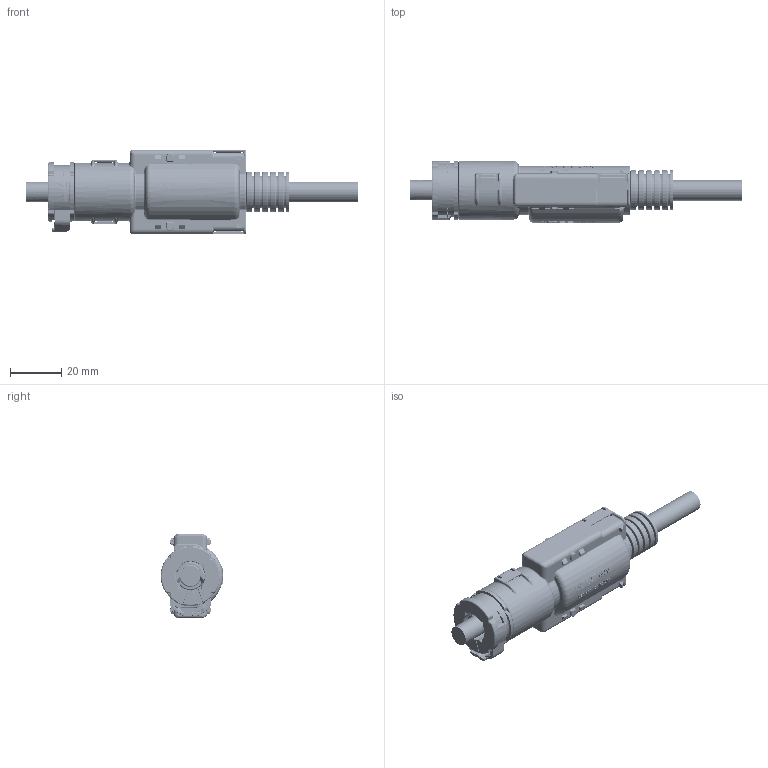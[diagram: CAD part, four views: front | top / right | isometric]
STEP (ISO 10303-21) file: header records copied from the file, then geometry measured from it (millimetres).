
FILE_DESCRIPTION(('CATIA V5 STEP','CAx-IF Rec.Pracs.--- Model Styling and Organization---1.4--- 2014-01-23'),'2;1');
FILE_NAME('Download-SV241NSL_GKU_5-16_Zoll_8x1_heated.stp','2019-07-04T14:17:20+00:00',('none'),('none'),'CATIA Version 5-6 Release 2016 SP3 HF59','CATIA V5 STEP AP214 Edition 3','none');
FILE_SCHEMA(('AUTOMOTIVE_DESIGN { 1 0 10303 214 3 1 1 1 }'));
Products named in the file (1): Download-SV241NSL_GKU_5-16_Zoll_8x1_heated
Bounding box: 130.16 x 24.53 x 33 mm (x, y, z)
Volume: 21738.8 mm3; surface area: 34254 mm2
Topology: 7 solids, 7 shells, 6831 faces, 17312 edges, 10245 vertices
Faces by surface type: plane 2379, cylinder 1790, bspline 1256, torus 1006, cone 191, sphere 161, extrusion 48
Entity records: 283303 total; most frequent: CARTESIAN_POINT 143005, ORIENTED_EDGE 33950, DIRECTION 20009, EDGE_CURVE 16975, VERTEX_POINT 10243, AXIS2_PLACEMENT_3D 9086, EDGE_LOOP 6936, ADVANCED_FACE 6831
